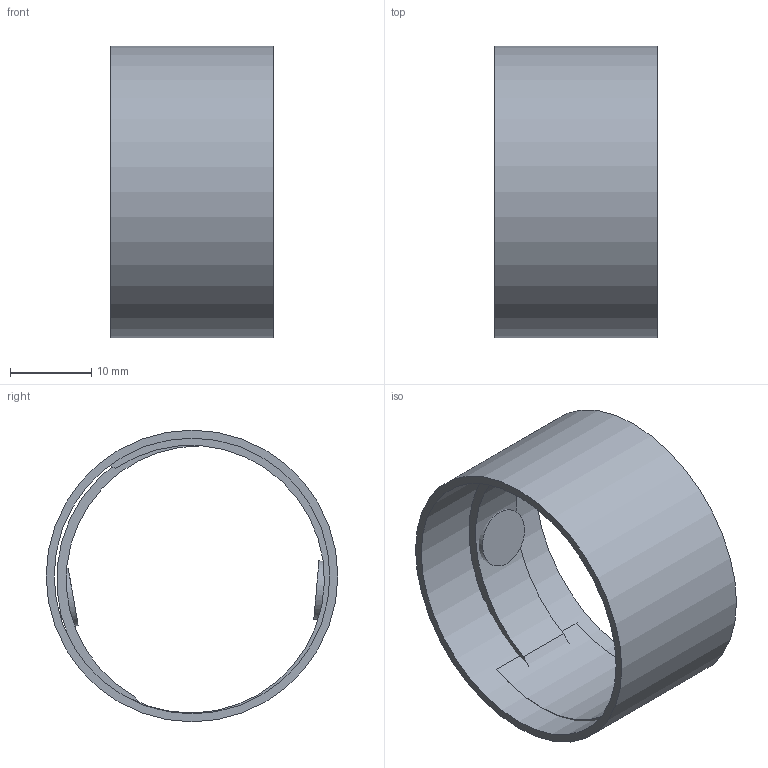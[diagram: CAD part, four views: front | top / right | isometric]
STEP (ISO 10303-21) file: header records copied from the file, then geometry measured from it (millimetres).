
FILE_DESCRIPTION(/* description */ (''),/* implementation_level */ '2;1');
FILE_NAME(/* name */ '3D Ring CAD.step',/* time_stamp */ '2026-01-26T15:00:46-05:00',/* author */ (''),/* organization */ (''),/* preprocessor_version */ 'ST-DEVELOPER v20.1',/* originating_system */ 'Autodesk Translation Framework v14.21.0.0',/* authorisation */ '');
FILE_SCHEMA (('AUTOMOTIVE_DESIGN { 1 0 10303 214 3 1 1 }'));
Length unit declared in the file: millimetre
Products named in the file (1): 2025-12-12-22-12-12-852
Bounding box: 20 x 35.97 x 35.97 mm (x, y, z)
Volume: 4670.7 mm3; surface area: 10070.4 mm2
Topology: 6 solids, 6 shells, 28 faces, 48 edges, 32 vertices
Faces by surface type: cylinder 16, plane 12
Full cylindrical faces by diameter (mm): 7.211 x2, 34 x1, 35.973 x1
Entity records: 737 total; most frequent: DIRECTION 138, CARTESIAN_POINT 109, ORIENTED_EDGE 96, AXIS2_PLACEMENT_3D 61, EDGE_CURVE 48, CIRCLE 32, VERTEX_POINT 32, EDGE_LOOP 30
